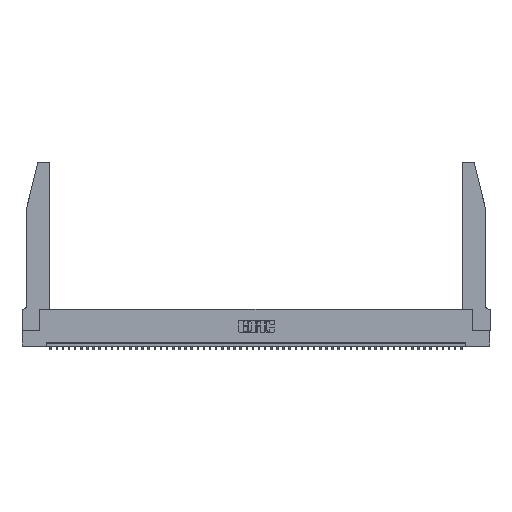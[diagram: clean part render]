
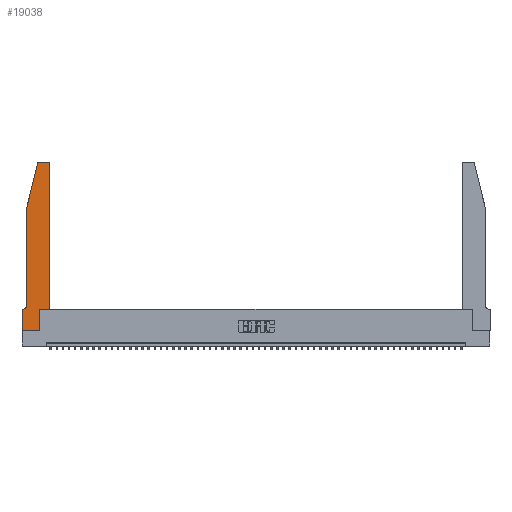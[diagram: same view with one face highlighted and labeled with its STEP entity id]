
A CAD part, top view. The second image highlights one B-rep face of the part: STEP entity #19038.
In plain terms, the highlighted planar face has unit normal (0, 0, 1).
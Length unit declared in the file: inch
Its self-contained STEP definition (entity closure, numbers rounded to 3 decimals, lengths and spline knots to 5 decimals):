
#24 = ORIENTED_EDGE ( 'NONE', *, *, #47607, .T. ) ;
#1302 = VERTEX_POINT ( 'NONE', #4991 ) ;
#1719 = VERTEX_POINT ( 'NONE', #32281 ) ;
#2359 = VECTOR ( 'NONE', #21699, 39.37008 ) ;
#3419 = EDGE_CURVE ( 'NONE', #15665, #49894, #36381, .T. ) ;
#4548 = CARTESIAN_POINT ( 'NONE',  ( 0.0755, 0.42, 0.37 ) ) ;
#4991 = CARTESIAN_POINT ( 'NONE',  ( 0.2865, 0., 0.37 ) ) ;
#5066 = CARTESIAN_POINT ( 'NONE',  ( 0.4505, 0.35, 0.37 ) ) ;
#5608 = CARTESIAN_POINT ( 'NONE',  ( 0.2865, 0.35, 0.37 ) ) ;
#6072 = AXIS2_PLACEMENT_3D ( 'NONE', #21556, #38304, #26636 ) ;
#6806 = EDGE_CURVE ( 'NONE', #23024, #12726, #22629, .T. ) ;
#7867 = DIRECTION ( 'NONE',  ( -1., 0., 0. ) ) ;
#7925 = DIRECTION ( 'NONE',  ( -1., 0., 0. ) ) ;
#7947 = LINE ( 'NONE', #23212, #11729 ) ;
#8410 = EDGE_CURVE ( 'NONE', #12726, #15665, #23827, .T. ) ;
#8946 = ORIENTED_EDGE ( 'NONE', *, *, #32678, .T. ) ;
#10017 = DIRECTION ( 'NONE',  ( 0., 0., 1. ) ) ;
#10612 = CARTESIAN_POINT ( 'NONE',  ( 0.0755, 0.35, 0.37 ) ) ;
#10734 = ORIENTED_EDGE ( 'NONE', *, *, #17909, .T. ) ;
#10908 = CARTESIAN_POINT ( 'NONE',  ( 0.0055, 0.35, 0.37 ) ) ;
#11729 = VECTOR ( 'NONE', #19144, 39.37008 ) ;
#12083 = LINE ( 'NONE', #36770, #46849 ) ;
#12102 = ORIENTED_EDGE ( 'NONE', *, *, #24474, .T. ) ;
#12726 = VERTEX_POINT ( 'NONE', #4548 ) ;
#12843 = CARTESIAN_POINT ( 'NONE',  ( 0.4205, 2.72, 0.37 ) ) ;
#14076 = VERTEX_POINT ( 'NONE', #24029 ) ;
#14773 = EDGE_CURVE ( 'NONE', #49894, #14076, #12083, .T. ) ;
#15665 = VERTEX_POINT ( 'NONE', #10908 ) ;
#15863 = VERTEX_POINT ( 'NONE', #24127 ) ;
#15960 = DIRECTION ( 'NONE',  ( -0.239, -0.971, 0. ) ) ;
#17223 = CARTESIAN_POINT ( 'NONE',  ( 0.0755, 2., 0.37 ) ) ;
#17909 = EDGE_CURVE ( 'NONE', #14076, #1302, #35474, .T. ) ;
#18218 = CARTESIAN_POINT ( 'NONE',  ( 0.4505, 2.72, 0.37 ) ) ;
#18647 = DIRECTION ( 'NONE',  ( -1., 0., 0. ) ) ;
#18834 = CARTESIAN_POINT ( 'NONE',  ( 0.0055, 0.42, 0.37 ) ) ;
#19011 = DIRECTION ( 'NONE',  ( 0., 0., -1. ) ) ;
#19038 = ADVANCED_FACE ( 'NONE', ( #30859 ), #33362, .T. ) ;
#19144 = DIRECTION ( 'NONE',  ( 1., 0., 0. ) ) ;
#20136 = LINE ( 'NONE', #5066, #2359 ) ;
#20639 = DIRECTION ( 'NONE',  ( 0., 0., 1. ) ) ;
#20666 = CARTESIAN_POINT ( 'NONE',  ( 0., 0., 0.37 ) ) ;
#21094 = ORIENTED_EDGE ( 'NONE', *, *, #3419, .T. ) ;
#21255 = DIRECTION ( 'NONE',  ( 0., -1., 0. ) ) ;
#21556 = CARTESIAN_POINT ( 'NONE',  ( 0., 0.35, 0.37 ) ) ;
#21584 = VERTEX_POINT ( 'NONE', #18218 ) ;
#21699 = DIRECTION ( 'NONE',  ( 0., 1., 0. ) ) ;
#21816 = EDGE_CURVE ( 'NONE', #1302, #15863, #32020, .T. ) ;
#22543 = VECTOR ( 'NONE', #15960, 39.37008 ) ;
#22629 = LINE ( 'NONE', #17223, #51855 ) ;
#23024 = VERTEX_POINT ( 'NONE', #44345 ) ;
#23212 = CARTESIAN_POINT ( 'NONE',  ( 0.4505, 0.35, 0.37 ) ) ;
#23827 = CIRCLE ( 'NONE', #43144, 0.07 ) ;
#24029 = CARTESIAN_POINT ( 'NONE',  ( 0., 0., 0.37 ) ) ;
#24127 = CARTESIAN_POINT ( 'NONE',  ( 0.2865, 0.35, 0.37 ) ) ;
#24406 = ORIENTED_EDGE ( 'NONE', *, *, #37040, .T. ) ;
#24474 = EDGE_CURVE ( 'NONE', #38646, #45506, #37383, .T. ) ;
#26195 = CIRCLE ( 'NONE', #35455, 0.03 ) ;
#26627 = CARTESIAN_POINT ( 'NONE',  ( 0.284, 2.72, 0.37 ) ) ;
#26636 = DIRECTION ( 'NONE',  ( 1., 0., 0. ) ) ;
#27453 = LINE ( 'NONE', #32236, #34392 ) ;
#27602 = ORIENTED_EDGE ( 'NONE', *, *, #8410, .T. ) ;
#27664 = DIRECTION ( 'NONE',  ( 1., 0., 0. ) ) ;
#27671 = AXIS2_PLACEMENT_3D ( 'NONE', #26627, #10017, #27664 ) ;
#29209 = CARTESIAN_POINT ( 'NONE',  ( 0.25487, 2.72718, 0.37 ) ) ;
#29736 = CARTESIAN_POINT ( 'NONE',  ( 0.284, 2.75, 0.37 ) ) ;
#30859 = FACE_OUTER_BOUND ( 'NONE', #46371, .T. ) ;
#31676 = VECTOR ( 'NONE', #36838, 39.37008 ) ;
#31727 = ORIENTED_EDGE ( 'NONE', *, *, #33051, .T. ) ;
#32020 = LINE ( 'NONE', #5608, #37002 ) ;
#32236 = CARTESIAN_POINT ( 'NONE',  ( 0.2605, 2.75, 0.37 ) ) ;
#32281 = CARTESIAN_POINT ( 'NONE',  ( 0.4505, 0.35, 0.37 ) ) ;
#32678 = EDGE_CURVE ( 'NONE', #15863, #1719, #7947, .T. ) ;
#32800 = ORIENTED_EDGE ( 'NONE', *, *, #14773, .T. ) ;
#33051 = EDGE_CURVE ( 'NONE', #21584, #33849, #26195, .T. ) ;
#33362 = PLANE ( 'NONE',  #6072 ) ;
#33376 = DIRECTION ( 'NONE',  ( 0., -1., 0. ) ) ;
#33849 = VERTEX_POINT ( 'NONE', #49812 ) ;
#34077 = ORIENTED_EDGE ( 'NONE', *, *, #47194, .T. ) ;
#34281 = ORIENTED_EDGE ( 'NONE', *, *, #21816, .T. ) ;
#34392 = VECTOR ( 'NONE', #7925, 39.37008 ) ;
#35455 = AXIS2_PLACEMENT_3D ( 'NONE', #12843, #20639, #40996 ) ;
#35474 = LINE ( 'NONE', #20666, #31676 ) ;
#36204 = ORIENTED_EDGE ( 'NONE', *, *, #6806, .T. ) ;
#36381 = LINE ( 'NONE', #10612, #39507 ) ;
#36770 = CARTESIAN_POINT ( 'NONE',  ( 0., 0., 0.37 ) ) ;
#36838 = DIRECTION ( 'NONE',  ( 1., 0., 0. ) ) ;
#37002 = VECTOR ( 'NONE', #41568, 39.37008 ) ;
#37040 = EDGE_CURVE ( 'NONE', #33849, #38646, #27453, .T. ) ;
#37383 = CIRCLE ( 'NONE', #27671, 0.03 ) ;
#38304 = DIRECTION ( 'NONE',  ( 0., 0., 1. ) ) ;
#38646 = VERTEX_POINT ( 'NONE', #29736 ) ;
#39507 = VECTOR ( 'NONE', #7867, 39.37008 ) ;
#40339 = LINE ( 'NONE', #44641, #22543 ) ;
#40996 = DIRECTION ( 'NONE',  ( 1., 0., 0. ) ) ;
#41568 = DIRECTION ( 'NONE',  ( 0., 1., 0. ) ) ;
#43144 = AXIS2_PLACEMENT_3D ( 'NONE', #18834, #19011, #18647 ) ;
#44345 = CARTESIAN_POINT ( 'NONE',  ( 0.0755, 2., 0.37 ) ) ;
#44641 = CARTESIAN_POINT ( 'NONE',  ( 0.0755, 2., 0.37 ) ) ;
#45166 = CARTESIAN_POINT ( 'NONE',  ( 0., 0.35, 0.37 ) ) ;
#45506 = VERTEX_POINT ( 'NONE', #29209 ) ;
#46371 = EDGE_LOOP ( 'NONE', ( #24406, #12102, #24, #36204, #27602, #21094, #32800, #10734, #34281, #8946, #34077, #31727 ) ) ;
#46849 = VECTOR ( 'NONE', #33376, 39.37008 ) ;
#47194 = EDGE_CURVE ( 'NONE', #1719, #21584, #20136, .T. ) ;
#47607 = EDGE_CURVE ( 'NONE', #45506, #23024, #40339, .T. ) ;
#49812 = CARTESIAN_POINT ( 'NONE',  ( 0.4205, 2.75, 0.37 ) ) ;
#49894 = VERTEX_POINT ( 'NONE', #45166 ) ;
#51855 = VECTOR ( 'NONE', #21255, 39.37008 ) ;
